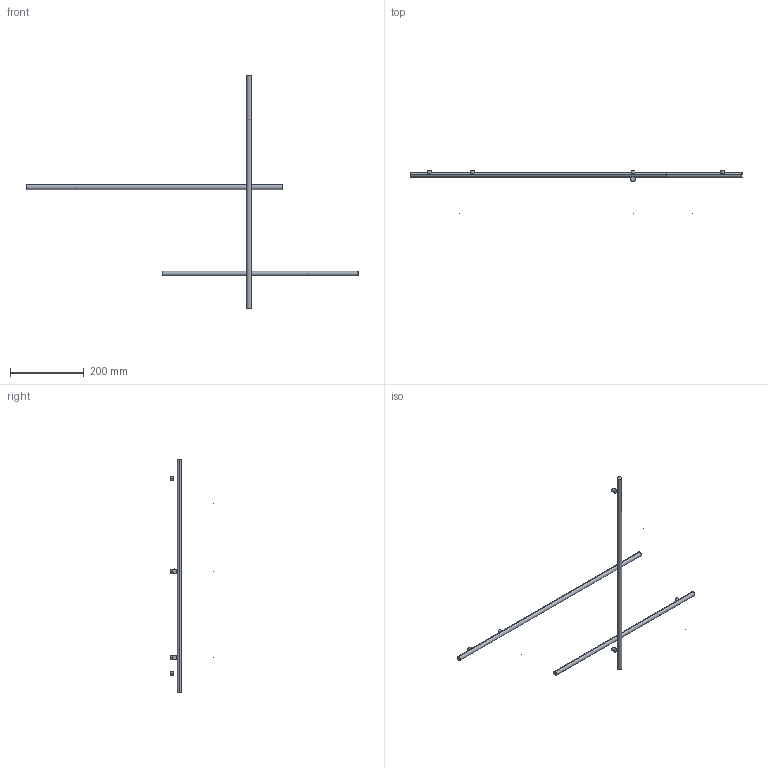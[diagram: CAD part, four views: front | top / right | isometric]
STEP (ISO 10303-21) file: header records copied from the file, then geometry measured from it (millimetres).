
FILE_DESCRIPTION(/* description */ (''),/* implementation_level */ '2;1');
FILE_NAME(/* name */ '174417~2',/* time_stamp */ '2020-11-06T11:10:31+01:00',/* author */ (''),/* organization */ (''),/* preprocessor_version */ 'ST-DEVELOPER v16.5',/* originating_system */ '',/* authorisation */ '');
FILE_SCHEMA (('AUTOMOTIVE_DESIGN'));
Length unit declared in the file: millimetre
Products named in the file (1): Document
Bounding box: 903.48 x 118.48 x 635 mm (x, y, z)
Volume: 3658514.1 mm3; surface area: 236535.4 mm2
Topology: 11 solids, 11 shells, 38 faces, 95 edges, 81 vertices
Faces by surface type: bspline 22, plane 16
Entity records: 1934 total; most frequent: CARTESIAN_POINT 1293, ORIENTED_EDGE 108, EDGE_CURVE 54, PRESENTATION_LAYER_ASSIGNMENT 40, ADVANCED_FACE 38, FACE_OUTER_BOUND 38, EDGE_LOOP 38, VERTEX_POINT 38
